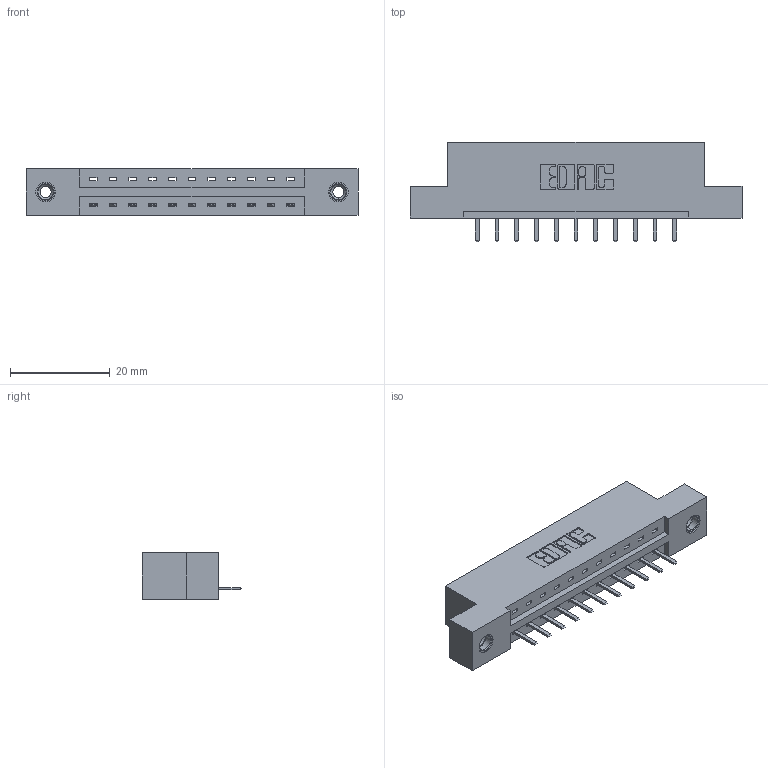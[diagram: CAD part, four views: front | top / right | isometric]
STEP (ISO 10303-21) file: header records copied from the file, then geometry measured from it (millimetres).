
FILE_DESCRIPTION (( 'STEP AP203' ), '1' );
FILE_NAME ('387-011-520-108.STEP', '2019-10-02T11:51:16', ( '' ), ( '' ), 'SwSTEP 2.0', 'SolidWorks 2016', '' );
FILE_SCHEMA (( 'CONFIG_CONTROL_DESIGN' ));
Length unit declared in the file: inch
Products named in the file (4): 337 Part_Flush Mounting Lugs - 0.156 Dia-TI; 345-292-001_345-293-120; 345-250-001_345-250-003-102; 387-011-520-108
Assembly tree (14 placements, depth 2):
  387-011-520-108
    337 Part_Flush Mounting Lugs - 0.156 Dia-TI
    345-292-001_345-293-120  x11
    345-250-001_345-250-003-102  x2
Bounding box: 66.6 x 20.02 x 9.4 mm (x, y, z)
Volume: 6495.7 mm3; surface area: 6456.2 mm2
Topology: 14 solids, 14 shells, 900 faces, 2603 edges, 1698 vertices
Faces by surface type: plane 630, cylinder 254, cone 12, torus 4
Entity records: 13486 total; most frequent: CARTESIAN_POINT 2338, ORIENTED_EDGE 2266, DIRECTION 2053, EDGE_CURVE 1133, LINE 981, VECTOR 981, VERTEX_POINT 748, AXIS2_PLACEMENT_3D 536
